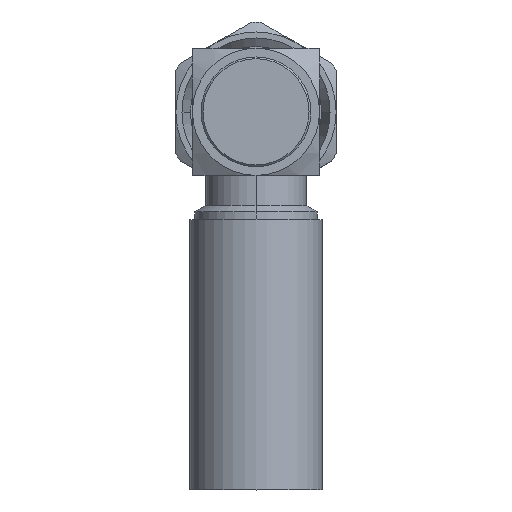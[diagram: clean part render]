
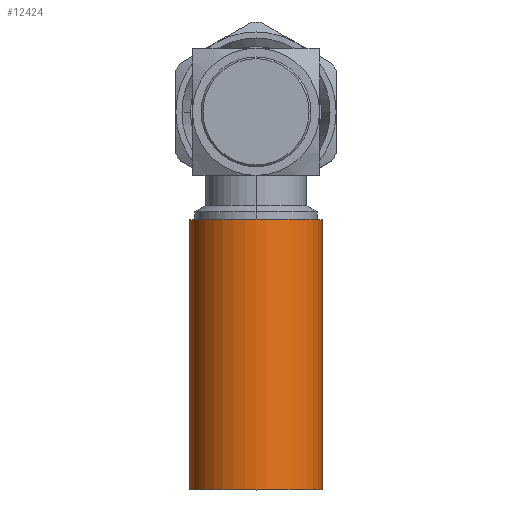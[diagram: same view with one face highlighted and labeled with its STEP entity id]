
A CAD part, top view. The second image highlights one B-rep face of the part: STEP entity #12424.
In plain terms, the highlighted cylindrical face has radius 3.3 mm (diameter 6.6 mm), a partial arc.
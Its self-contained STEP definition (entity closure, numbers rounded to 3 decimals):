
#185 = VERTEX_POINT ( 'NONE', #9044 ) ;
#199 = VERTEX_POINT ( 'NONE', #9079 ) ;
#9044 = CARTESIAN_POINT ( 'NONE',  ( 3.3, -18.875, -0.2 ) ) ;
#9079 = CARTESIAN_POINT ( 'NONE',  ( -3.3, -18.875, -0.2 ) ) ;
#12236 = EDGE_CURVE ( 'NONE', #199, #12239, #17491, .T. ) ;
#12239 = VERTEX_POINT ( 'NONE', #17493 ) ;
#12241 = VERTEX_POINT ( 'NONE', #17492 ) ;
#12423 = EDGE_LOOP ( 'NONE', ( #12494, #12425, #12475, #12476 ) ) ;
#12424 = ADVANCED_FACE ( 'NONE', ( #17587 ), #17585, .T. ) ;
#12425 = ORIENTED_EDGE ( 'NONE', *, *, #12426, .T. ) ;
#12426 = EDGE_CURVE ( 'NONE', #199, #185, #17616, .T. ) ;
#12432 = EDGE_CURVE ( 'NONE', #185, #12241, #17644, .T. ) ;
#12475 = ORIENTED_EDGE ( 'NONE', *, *, #12432, .T. ) ;
#12476 = ORIENTED_EDGE ( 'NONE', *, *, #12486, .F. ) ;
#12486 = EDGE_CURVE ( 'NONE', #12239, #12241, #17680, .T. ) ;
#12494 = ORIENTED_EDGE ( 'NONE', *, *, #12236, .F. ) ;
#17488 = DIRECTION ( 'NONE',  ( 0., 1., 0. ) ) ;
#17489 = VECTOR ( 'NONE', #17488, 1000. ) ;
#17490 = CARTESIAN_POINT ( 'NONE',  ( -3.3, -18.875, -0.2 ) ) ;
#17491 = LINE ( 'NONE', #17490, #17489 ) ;
#17492 = CARTESIAN_POINT ( 'NONE',  ( 3.3, -5.375, -0.2 ) ) ;
#17493 = CARTESIAN_POINT ( 'NONE',  ( -3.3, -5.375, -0.2 ) ) ;
#17585 = CYLINDRICAL_SURFACE ( 'NONE', #17611, 3.3 ) ;
#17587 = FACE_OUTER_BOUND ( 'NONE', #12423, .T. ) ;
#17609 = CARTESIAN_POINT ( 'NONE',  ( 0., -18.875, -0.2 ) ) ;
#17611 = AXIS2_PLACEMENT_3D ( 'NONE', #17653, #17652, #17654 ) ;
#17616 = CIRCLE ( 'NONE', #17648, 3.3 ) ;
#17641 = DIRECTION ( 'NONE',  ( 0., 1., 0. ) ) ;
#17642 = VECTOR ( 'NONE', #17641, 1000. ) ;
#17643 = CARTESIAN_POINT ( 'NONE',  ( 3.3, -18.875, -0.2 ) ) ;
#17644 = LINE ( 'NONE', #17643, #17642 ) ;
#17646 = DIRECTION ( 'NONE',  ( 1., 0., 0. ) ) ;
#17647 = DIRECTION ( 'NONE',  ( 0., 1., 0. ) ) ;
#17648 = AXIS2_PLACEMENT_3D ( 'NONE', #17609, #17647, #17646 ) ;
#17652 = DIRECTION ( 'NONE',  ( 0., 1., 0. ) ) ;
#17653 = CARTESIAN_POINT ( 'NONE',  ( 0., -18.875, -0.2 ) ) ;
#17654 = DIRECTION ( 'NONE',  ( 1., 0., 0. ) ) ;
#17662 = CARTESIAN_POINT ( 'NONE',  ( 0., -5.375, -0.2 ) ) ;
#17663 = AXIS2_PLACEMENT_3D ( 'NONE', #17662, #17697, #17696 ) ;
#17680 = CIRCLE ( 'NONE', #17663, 3.3 ) ;
#17696 = DIRECTION ( 'NONE',  ( 1., 0., 0. ) ) ;
#17697 = DIRECTION ( 'NONE',  ( 0., 1., 0. ) ) ;
